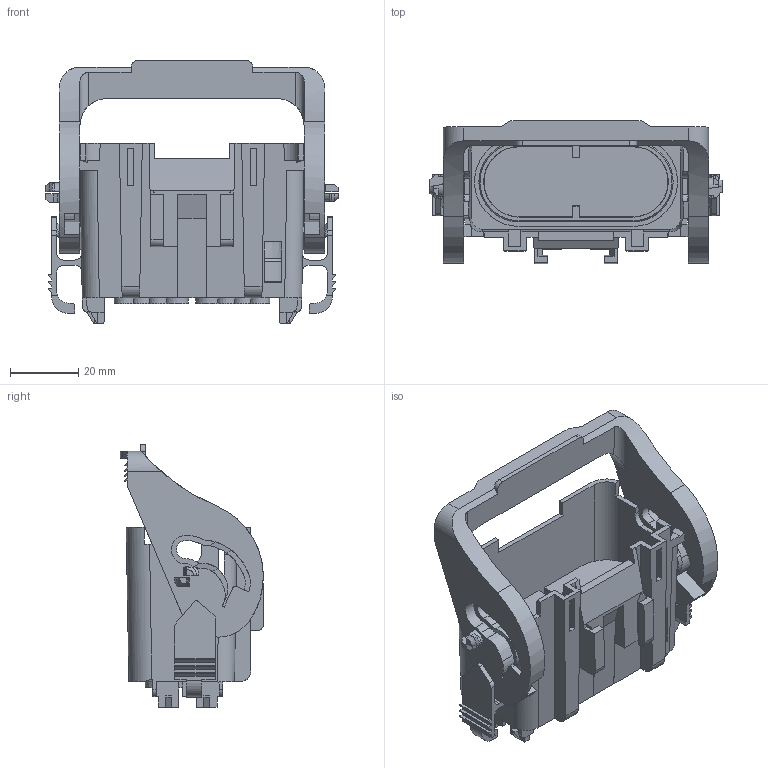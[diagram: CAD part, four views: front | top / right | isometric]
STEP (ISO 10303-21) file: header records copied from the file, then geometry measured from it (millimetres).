
FILE_DESCRIPTION(/* description */ (''),/* implementation_level */ '2;1');
FILE_NAME(/* name */ '13873308-ENV11_01-CONN.stp',/* time_stamp */ '2023-06-15T12:04:52+08:00',/* author */ (''),/* organization */ (''),/* preprocessor_version */ 'ST-DEVELOPER v16',/* originating_system */ 'SIEMENS PLM Software NX 11.0',/* authorisation */ '');
FILE_SCHEMA (('AUTOMOTIVE_DESIGN { 1 0 10303 214 3 1 1 1 }'));
Length unit declared in the file: millimetre
Products named in the file (1): 13873308-ENV11_01-CONN
Bounding box: 85.71 x 41.98 x 76.96 mm (x, y, z)
Volume: 60548.8 mm3; surface area: 36501.2 mm2
Topology: 1 solids, 1 shells, 557 faces, 1622 edges, 1076 vertices
Faces by surface type: plane 370, cylinder 113, cone 60, extrusion 8, torus 4, bspline 2
Entity records: 21162 total; most frequent: CARTESIAN_POINT 6229, ORIENTED_EDGE 3240, DIRECTION 2980, EDGE_CURVE 1620, VECTOR 1118, LINE 1110, VERTEX_POINT 1076, AXIS2_PLACEMENT_3D 931
